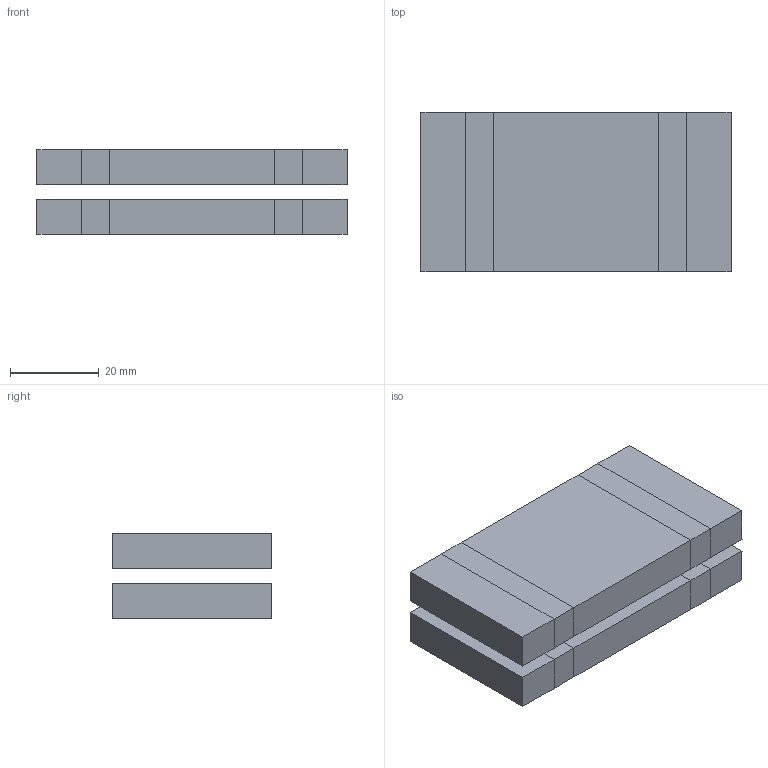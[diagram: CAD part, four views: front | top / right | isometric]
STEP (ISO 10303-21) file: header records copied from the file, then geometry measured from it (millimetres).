
FILE_DESCRIPTION(/* description */ ('','CAx-IF Rec.Pracs.---Representation and Presentation of Product Manufacturing Information (PMI)---4.0---2014-10-13'),/* implementation_level */ '2;1');
FILE_NAME(/* name */ 'WeddingRingBox.step',/* time_stamp */ '2025-04-30T08:25:06-05:00',/* author */ (''),/* organization */ (''),/* preprocessor_version */ 'ST-DEVELOPER v20',/* originating_system */ 'Autodesk Translation Framework v13.20.0.188',/* authorisation */ '');
FILE_SCHEMA (('AP242_MANAGED_MODEL_BASED_3D_ENGINEERING_MIM_LF { 1 0 10303 442 1 1 4 }'));
Length unit declared in the file: millimetre
Products named in the file (8): WeddingRingBox; Wood; TL_wood; TM_wood; TR_wood; Inlay; TL_inlay; TR_inlay
Assembly tree (7 placements, depth 3):
  WeddingRingBox
    Wood
      TL_wood
      TM_wood
      TR_wood
    Inlay
      TL_inlay
      TR_inlay
Bounding box: 70 x 36 x 19.18 mm (x, y, z)
Volume: 40320 mm3; surface area: 18080 mm2
Topology: 10 solids, 10 shells, 60 faces, 120 edges, 80 vertices
Faces by surface type: plane 60
Entity records: 1768 total; most frequent: CARTESIAN_POINT 276, DIRECTION 272, ORIENTED_EDGE 240, LINE 120, VECTOR 120, EDGE_CURVE 120, VERTEX_POINT 80, AXIS2_PLACEMENT_3D 76
